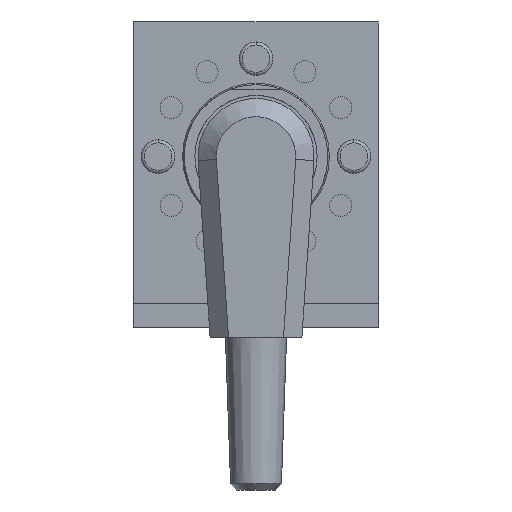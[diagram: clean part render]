
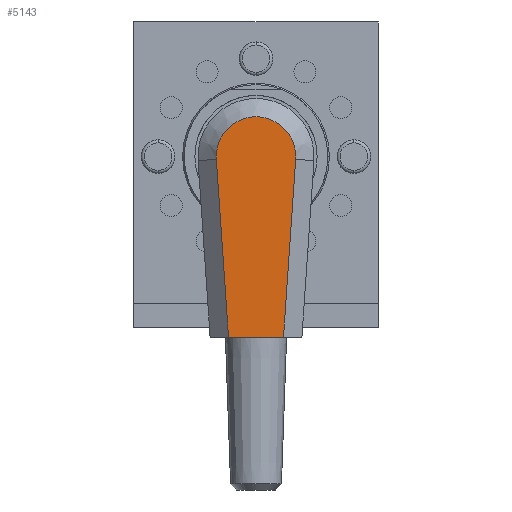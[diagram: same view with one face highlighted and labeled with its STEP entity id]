
A CAD part, left-side view. The second image highlights one B-rep face of the part: STEP entity #5143.
In plain terms, the highlighted face is planar.
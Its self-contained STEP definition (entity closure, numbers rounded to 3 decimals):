
#5030=CARTESIAN_POINT('',(-73.805,-132.021,14.5));
#5031=VERTEX_POINT('',#5030);
#5038=CARTESIAN_POINT('',(-75.797,-102.965,14.5));
#5039=VERTEX_POINT('',#5038);
#5040=CARTESIAN_POINT('',(-73.805,-132.021,14.5));
#5041=DIRECTION('',(-0.068,0.998,0.0));
#5042=VECTOR('',#5041,29.124);
#5043=LINE('',#5040,#5042);
#5044=EDGE_CURVE('',#5031,#5039,#5043,.T.);
#5068=CARTESIAN_POINT('',(-62.827,-102.965,14.5));
#5069=VERTEX_POINT('',#5068);
#5086=CARTESIAN_POINT('',(-69.312,-102.521,14.5));
#5087=DIRECTION('',(0.0,0.0,-1.0));
#5088=DIRECTION('',(1.0,0.0,0.0));
#5089=AXIS2_PLACEMENT_3D('',#5086,#5087,#5088);
#5090=CIRCLE('',#5089,6.5);
#5091=EDGE_CURVE('',#5039,#5069,#5090,.T.);
#5101=CARTESIAN_POINT('',(-64.819,-132.021,14.5));
#5102=VERTEX_POINT('',#5101);
#5118=CARTESIAN_POINT('',(-62.827,-102.965,14.5));
#5119=DIRECTION('',(-0.068,-0.998,0.0));
#5120=VECTOR('',#5119,29.124);
#5121=LINE('',#5118,#5120);
#5122=EDGE_CURVE('',#5069,#5102,#5121,.T.);
#5127=CARTESIAN_POINT('',(-69.312,-113.619,14.5));
#5128=DIRECTION('',(0.0,0.0,1.0));
#5129=DIRECTION('',(1.0,0.0,0.0));
#5130=AXIS2_PLACEMENT_3D('',#5127,#5128,#5129);
#5131=PLANE('',#5130);
#5132=ORIENTED_EDGE('',*,*,#5122,.F.);
#5133=ORIENTED_EDGE('',*,*,#5091,.F.);
#5134=ORIENTED_EDGE('',*,*,#5044,.F.);
#5135=CARTESIAN_POINT('',(-64.819,-132.021,14.5));
#5136=DIRECTION('',(-1.0,0.0,0.0));
#5137=VECTOR('',#5136,8.986);
#5138=LINE('',#5135,#5137);
#5139=EDGE_CURVE('',#5102,#5031,#5138,.T.);
#5140=ORIENTED_EDGE('',*,*,#5139,.F.);
#5141=EDGE_LOOP('',(#5132,#5133,#5134,#5140));
#5142=FACE_OUTER_BOUND('',#5141,.T.);
#5143=ADVANCED_FACE('',(#5142),#5131,.T.);
